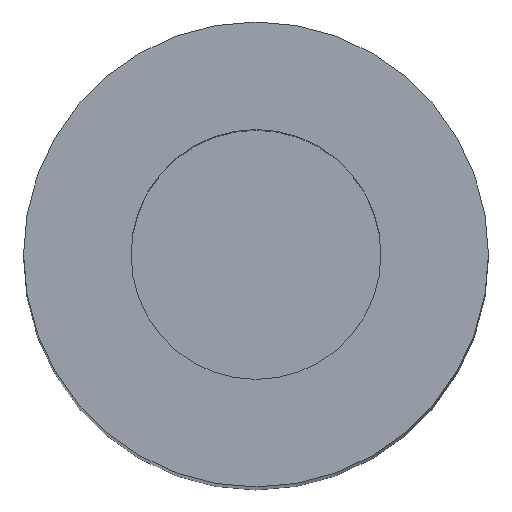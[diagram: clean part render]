
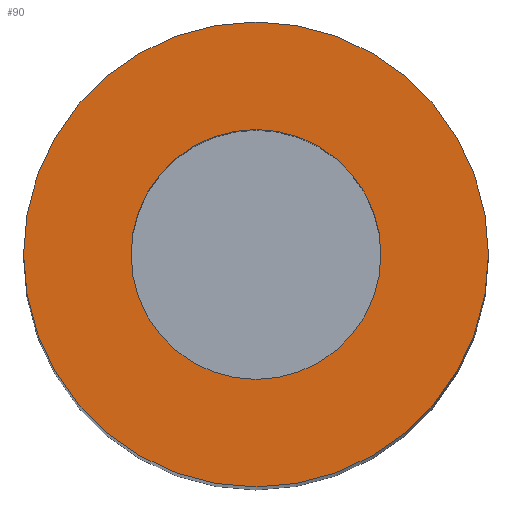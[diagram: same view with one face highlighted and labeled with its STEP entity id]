
A CAD part, top view. The second image highlights one B-rep face of the part: STEP entity #90.
In plain terms, the highlighted planar face has unit normal (0, 0, 1).
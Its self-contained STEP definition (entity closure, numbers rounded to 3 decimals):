
#15=FACE_BOUND('',#34,.T.);
#19=PLANE('',#117);
#26=FACE_OUTER_BOUND('',#33,.T.);
#33=EDGE_LOOP('',(#78));
#34=EDGE_LOOP('',(#79));
#45=CIRCLE('',#111,2.15);
#47=CIRCLE('',#115,4.);
#51=VERTEX_POINT('',#159);
#53=VERTEX_POINT('',#166);
#58=EDGE_CURVE('',#51,#51,#45,.T.);
#61=EDGE_CURVE('',#53,#53,#47,.T.);
#78=ORIENTED_EDGE('',*,*,#61,.T.);
#79=ORIENTED_EDGE('',*,*,#58,.T.);
#90=ADVANCED_FACE('',(#26,#15),#19,.T.);
#111=AXIS2_PLACEMENT_3D('',#160,#132,#133);
#115=AXIS2_PLACEMENT_3D('',#167,#141,#142);
#117=AXIS2_PLACEMENT_3D('',#171,#146,#147);
#132=DIRECTION('center_axis',(0.,0.,-1.));
#133=DIRECTION('ref_axis',(-1.,0.,0.));
#141=DIRECTION('center_axis',(0.,0.,1.));
#142=DIRECTION('ref_axis',(1.,0.,0.));
#146=DIRECTION('center_axis',(0.,0.,1.));
#147=DIRECTION('ref_axis',(1.,0.,0.));
#159=CARTESIAN_POINT('',(18.97,182.,40.));
#160=CARTESIAN_POINT('Origin',(16.82,182.,40.));
#166=CARTESIAN_POINT('',(12.82,182.,40.));
#167=CARTESIAN_POINT('Origin',(16.82,182.,40.));
#171=CARTESIAN_POINT('Origin',(16.82,182.,40.));
